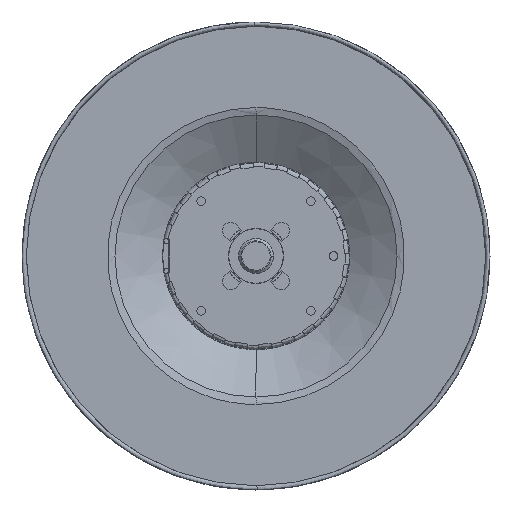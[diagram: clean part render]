
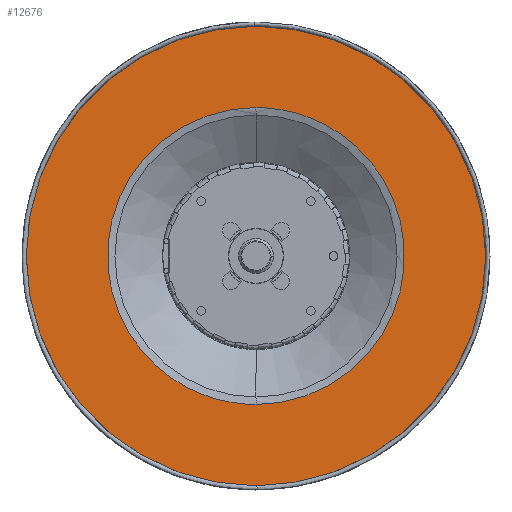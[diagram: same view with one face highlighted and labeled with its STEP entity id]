
A CAD part, front view. The second image highlights one B-rep face of the part: STEP entity #12676.
In plain terms, the highlighted face is planar.
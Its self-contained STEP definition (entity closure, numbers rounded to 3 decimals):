
#4313 = CARTESIAN_POINT ( 'NONE',  ( -87., 39.1, 0. ) ) ;
#4323 = FACE_OUTER_BOUND ( 'NONE', #6067, .T. ) ;
#4332 = FACE_BOUND ( 'NONE', #6064, .T. ) ;
#4370 = PLANE ( 'NONE',  #12420 ) ;
#4409 = DIRECTION ( 'NONE',  ( 0., -1., 0. ) ) ;
#4431 = DIRECTION ( 'NONE',  ( 0., 0., -1. ) ) ;
#5240 = CARTESIAN_POINT ( 'NONE',  ( 0., 39.1, 85.9 ) ) ;
#5272 = CARTESIAN_POINT ( 'NONE',  ( 0., 39.1, -55.507 ) ) ;
#5353 = CARTESIAN_POINT ( 'NONE',  ( 0., 39.1, -85.9 ) ) ;
#6064 = EDGE_LOOP ( 'NONE', ( #9409, #9408 ) ) ;
#6067 = EDGE_LOOP ( 'NONE', ( #9407, #9406 ) ) ;
#7012 = CARTESIAN_POINT ( 'NONE',  ( 0., 39.1, 55.507 ) ) ;
#9115 = CARTESIAN_POINT ( 'NONE',  ( 0., 39.1, 55.507 ) ) ;
#9125 = CARTESIAN_POINT ( 'NONE',  ( 111.014, 39.1, 55.507 ) ) ;
#9127 = CARTESIAN_POINT ( 'NONE',  ( 111.014, 39.1, -55.507 ) ) ;
#9129 = CARTESIAN_POINT ( 'NONE',  ( 0., 39.1, -55.507 ) ) ;
#9406 = ORIENTED_EDGE ( 'NONE', *, *, #12626, .T. ) ;
#9407 = ORIENTED_EDGE ( 'NONE', *, *, #13859, .T. ) ;
#9408 = ORIENTED_EDGE ( 'NONE', *, *, #13860, .F. ) ;
#9409 = ORIENTED_EDGE ( 'NONE', *, *, #13817, .F. ) ;
#9522 =( BOUNDED_CURVE ( )  B_SPLINE_CURVE ( 3, ( #9115, #9125, #9127, #9129 ),
 .UNSPECIFIED., .F., .T. ) 
 B_SPLINE_CURVE_WITH_KNOTS ( ( 4, 4 ),
 ( 0., 1. ),
 .UNSPECIFIED. ) 
 CURVE ( )  GEOMETRIC_REPRESENTATION_ITEM ( )  RATIONAL_B_SPLINE_CURVE ( ( 1., 0.333, 0.333, 1. ) ) 
 REPRESENTATION_ITEM ( '' )  );
#9525 =( BOUNDED_CURVE ( )  B_SPLINE_CURVE ( 3, ( #11403, #11407, #11408, #11409 ),
 .UNSPECIFIED., .F., .T. ) 
 B_SPLINE_CURVE_WITH_KNOTS ( ( 4, 4 ),
 ( 0., 1. ),
 .UNSPECIFIED. ) 
 CURVE ( )  GEOMETRIC_REPRESENTATION_ITEM ( )  RATIONAL_B_SPLINE_CURVE ( ( 1., 0.333, 0.333, 1. ) ) 
 REPRESENTATION_ITEM ( '' )  );
#10332 = CIRCLE ( 'NONE', #10337, 85.9 ) ;
#10337 = AXIS2_PLACEMENT_3D ( 'NONE', #11404, #11405, #11406 ) ;
#10566 = DIRECTION ( 'NONE',  ( 0., 0., 1. ) ) ;
#10567 = DIRECTION ( 'NONE',  ( 0., 1., 0. ) ) ;
#10568 = CARTESIAN_POINT ( 'NONE',  ( 0., 39.1, 0. ) ) ;
#10822 = VERTEX_POINT ( 'NONE', #7012 ) ;
#10969 = VERTEX_POINT ( 'NONE', #5353 ) ;
#11096 = VERTEX_POINT ( 'NONE', #5272 ) ;
#11143 = VERTEX_POINT ( 'NONE', #5240 ) ;
#11403 = CARTESIAN_POINT ( 'NONE',  ( 0., 39.1, -55.507 ) ) ;
#11404 = CARTESIAN_POINT ( 'NONE',  ( 0., 39.1, 0. ) ) ;
#11405 = DIRECTION ( 'NONE',  ( 0., 1., 0. ) ) ;
#11406 = DIRECTION ( 'NONE',  ( 0., 0., 1. ) ) ;
#11407 = CARTESIAN_POINT ( 'NONE',  ( -111.014, 39.1, -55.507 ) ) ;
#11408 = CARTESIAN_POINT ( 'NONE',  ( -111.014, 39.1, 55.507 ) ) ;
#11409 = CARTESIAN_POINT ( 'NONE',  ( 0., 39.1, 55.507 ) ) ;
#12420 = AXIS2_PLACEMENT_3D ( 'NONE', #4313, #4409, #4431 ) ;
#12441 = AXIS2_PLACEMENT_3D ( 'NONE', #10568, #10567, #10566 ) ;
#12474 = CIRCLE ( 'NONE', #12441, 85.9 ) ;
#12626 = EDGE_CURVE ( 'NONE', #10969, #11143, #12474, .T. ) ;
#12676 = ADVANCED_FACE ( 'NONE', ( #4332, #4323 ), #4370, .F. ) ;
#13817 = EDGE_CURVE ( 'NONE', #10822, #11096, #9522, .T. ) ;
#13859 = EDGE_CURVE ( 'NONE', #11143, #10969, #10332, .T. ) ;
#13860 = EDGE_CURVE ( 'NONE', #11096, #10822, #9525, .T. ) ;
